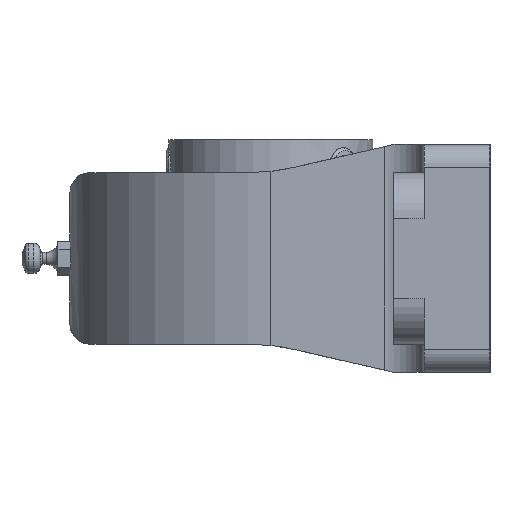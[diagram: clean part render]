
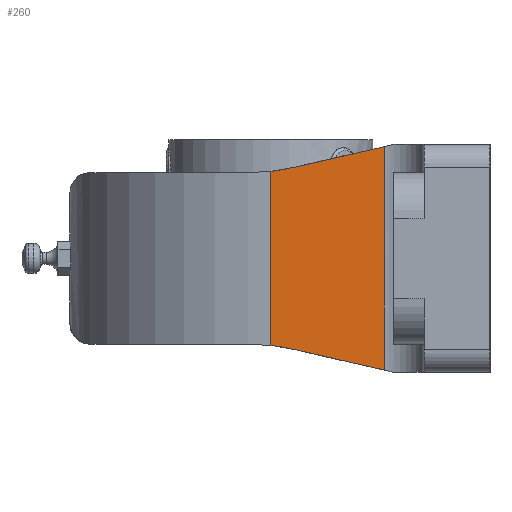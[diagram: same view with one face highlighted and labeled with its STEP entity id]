
A CAD part, left-side view. The second image highlights one B-rep face of the part: STEP entity #260.
In plain terms, the highlighted planar face has unit normal (-1, 0, 0).
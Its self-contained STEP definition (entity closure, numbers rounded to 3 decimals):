
#260 = ADVANCED_FACE( '', ( #527 ), #528, .T. );
#527 = FACE_OUTER_BOUND( '', #870, .T. );
#528 = PLANE( '', #871 );
#870 = EDGE_LOOP( '', ( #1791, #1792, #1793, #1794, #1795, #1796 ) );
#871 = AXIS2_PLACEMENT_3D( '', #1797, #1798, #1799 );
#1791 = ORIENTED_EDGE( '', *, *, #2555, .T. );
#1792 = ORIENTED_EDGE( '', *, *, #2568, .T. );
#1793 = ORIENTED_EDGE( '', *, *, #2551, .T. );
#1794 = ORIENTED_EDGE( '', *, *, #2553, .T. );
#1795 = ORIENTED_EDGE( '', *, *, #2571, .F. );
#1796 = ORIENTED_EDGE( '', *, *, #2522, .T. );
#1797 = CARTESIAN_POINT( '', ( -33.5, 36.5, 19. ) );
#1798 = DIRECTION( '', ( -1., 0., 0. ) );
#1799 = DIRECTION( '', ( 0., 1., 0. ) );
#2522 = EDGE_CURVE( '', #3071, #3069, #3072, .T. );
#2551 = EDGE_CURVE( '', #3115, #3117, #3119, .T. );
#2553 = EDGE_CURVE( '', #3117, #3120, #3122, .T. );
#2555 = EDGE_CURVE( '', #3069, #3123, #3126, .T. );
#2568 = EDGE_CURVE( '', #3123, #3115, #3146, .T. );
#2571 = EDGE_CURVE( '', #3071, #3120, #3150, .T. );
#3069 = VERTEX_POINT( '', #4238 );
#3071 = VERTEX_POINT( '', #4241 );
#3072 = LINE( '', #4242, #4243 );
#3115 = VERTEX_POINT( '', #4344 );
#3117 = VERTEX_POINT( '', #4351 );
#3119 = CIRCLE( '', #4354, 33.25 );
#3120 = VERTEX_POINT( '', #4355 );
#3122 = LINE( '', #4357, #4358 );
#3123 = VERTEX_POINT( '', #4359 );
#3126 = CIRCLE( '', #4367, 33.25 );
#3146 = LINE( '', #4413, #4414 );
#3150 = LINE( '', #4419, #4420 );
#4238 = CARTESIAN_POINT( '', ( -33.5, 32.832, 15.141 ) );
#4241 = CARTESIAN_POINT( '', ( -33.5, 17.65, 18.622 ) );
#4242 = CARTESIAN_POINT( '', ( -33.5, 25.738, 16.767 ) );
#4243 = VECTOR( '', #5191, 1. );
#4344 = CARTESIAN_POINT( '', ( -33.5, 36.5, -14.514 ) );
#4351 = CARTESIAN_POINT( '', ( -33.5, 32.832, -15.141 ) );
#4354 = AXIS2_PLACEMENT_3D( '', #5229, #5230, #5231 );
#4355 = CARTESIAN_POINT( '', ( -33.5, 17.65, -18.622 ) );
#4357 = CARTESIAN_POINT( '', ( -33.5, 38.293, -13.889 ) );
#4358 = VECTOR( '', #5235, 1. );
#4359 = CARTESIAN_POINT( '', ( -33.5, 36.5, 14.514 ) );
#4367 = AXIS2_PLACEMENT_3D( '', #5236, #5237, #5238 );
#4413 = CARTESIAN_POINT( '', ( -33.5, 36.5, 19. ) );
#4414 = VECTOR( '', #5261, 1. );
#4419 = CARTESIAN_POINT( '', ( -33.5, 17.65, 19. ) );
#4420 = VECTOR( '', #5266, 1. );
#5191 = DIRECTION( '', ( 0., 0.975, -0.223 ) );
#5229 = CARTESIAN_POINT( '', ( -33.5, 40.263, -47.55 ) );
#5230 = DIRECTION( '', ( 1., 0., 0. ) );
#5231 = DIRECTION( '', ( 0., -0.223, 0.975 ) );
#5235 = DIRECTION( '', ( 0., -0.975, -0.223 ) );
#5236 = CARTESIAN_POINT( '', ( -33.5, 40.263, 47.55 ) );
#5237 = DIRECTION( '', ( 1., 0., 0. ) );
#5238 = DIRECTION( '', ( 0., 0., -1. ) );
#5261 = DIRECTION( '', ( 0., 0., -1. ) );
#5266 = DIRECTION( '', ( 0., 0., -1. ) );
